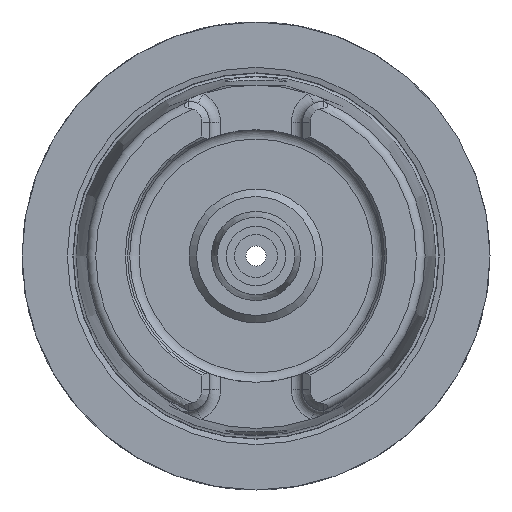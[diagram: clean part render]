
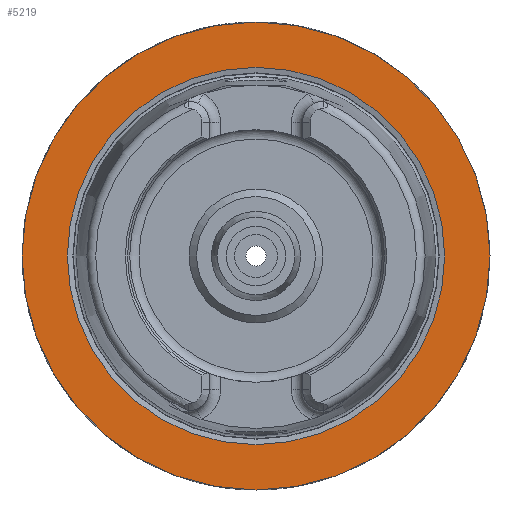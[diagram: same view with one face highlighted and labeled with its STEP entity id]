
A CAD part, left-side view. The second image highlights one B-rep face of the part: STEP entity #5219.
In plain terms, the highlighted planar face has unit normal (-1, 0, 0).
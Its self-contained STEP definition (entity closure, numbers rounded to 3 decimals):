
#4410=CARTESIAN_POINT('',(0.0,31.5,0.0));
#4411=VERTEX_POINT('',#4410);
#4412=CARTESIAN_POINT('',(0.0,0.0,0.0));
#4413=DIRECTION('',(1.0,0.0,0.0));
#4414=DIRECTION('',(0.0,1.0,0.0));
#4415=AXIS2_PLACEMENT_3D('',#4412,#4413,#4414);
#4416=CIRCLE('',#4415,31.5);
#4417=EDGE_CURVE('',#4411,#4411,#4416,.T.);
#5193=CARTESIAN_POINT('',(0.0,25.4,0.0));
#5194=VERTEX_POINT('',#5193);
#5195=CARTESIAN_POINT('',(0.0,0.0,0.0));
#5196=DIRECTION('',(1.0,0.0,0.0));
#5197=DIRECTION('',(0.0,1.0,0.0));
#5198=AXIS2_PLACEMENT_3D('',#5195,#5196,#5197);
#5199=CIRCLE('',#5198,25.4);
#5200=EDGE_CURVE('',#5194,#5194,#5199,.T.);
#5208=CARTESIAN_POINT('',(0.0,28.45,0.0));
#5209=DIRECTION('',(-1.0,0.0,0.0));
#5210=DIRECTION('',(0.0,0.0,1.0));
#5211=AXIS2_PLACEMENT_3D('',#5208,#5209,#5210);
#5212=PLANE('',#5211);
#5213=ORIENTED_EDGE('',*,*,#4417,.F.);
#5214=EDGE_LOOP('',(#5213));
#5215=FACE_OUTER_BOUND('',#5214,.T.);
#5216=ORIENTED_EDGE('',*,*,#5200,.T.);
#5217=EDGE_LOOP('',(#5216));
#5218=FACE_BOUND('',#5217,.T.);
#5219=ADVANCED_FACE('',(#5215,#5218),#5212,.T.);
